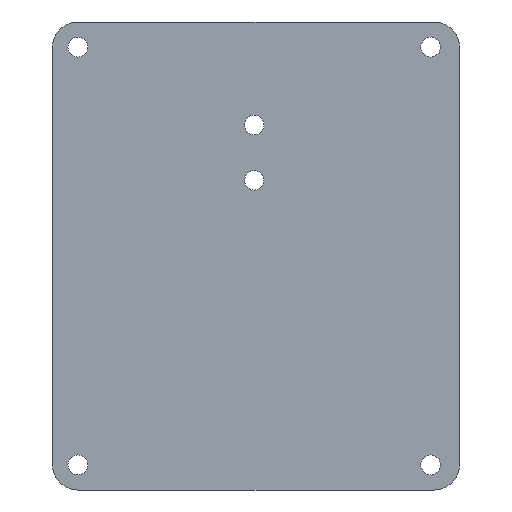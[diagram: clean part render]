
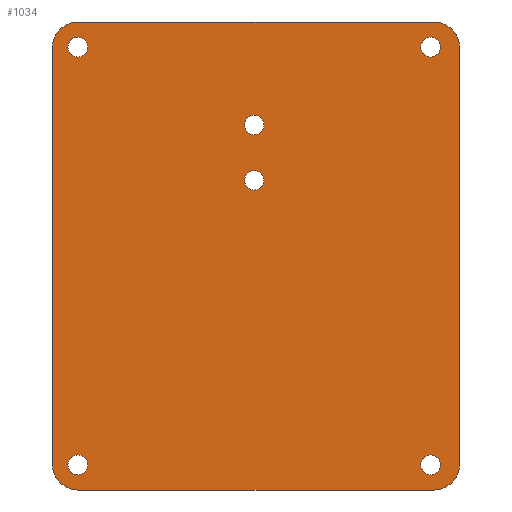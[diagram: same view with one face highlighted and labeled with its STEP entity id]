
A CAD part, front view. The second image highlights one B-rep face of the part: STEP entity #1034.
In plain terms, the highlighted planar face has unit normal (0, -1, 0).
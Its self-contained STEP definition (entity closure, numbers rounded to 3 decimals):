
#28=FACE_BOUND('',#202,.T.);
#29=FACE_BOUND('',#203,.T.);
#30=FACE_BOUND('',#204,.T.);
#31=FACE_BOUND('',#205,.T.);
#32=FACE_BOUND('',#206,.T.);
#33=FACE_BOUND('',#207,.T.);
#78=PLANE('',#1123);
#133=FACE_OUTER_BOUND('',#201,.T.);
#201=EDGE_LOOP('',(#956,#957,#958,#959,#960,#961,#962,#963));
#202=EDGE_LOOP('',(#964));
#203=EDGE_LOOP('',(#965));
#204=EDGE_LOOP('',(#966));
#205=EDGE_LOOP('',(#967));
#206=EDGE_LOOP('',(#968));
#207=EDGE_LOOP('',(#969));
#310=LINE('',#1633,#428);
#315=LINE('',#1647,#433);
#319=LINE('',#1659,#437);
#323=LINE('',#1671,#441);
#428=VECTOR('',#1344,10.);
#433=VECTOR('',#1357,10.);
#437=VECTOR('',#1369,10.);
#441=VECTOR('',#1381,10.);
#445=CIRCLE('',#1051,1.35);
#447=CIRCLE('',#1054,1.35);
#449=CIRCLE('',#1096,1.375);
#451=CIRCLE('',#1099,1.375);
#453=CIRCLE('',#1102,1.375);
#455=CIRCLE('',#1105,1.375);
#456=CIRCLE('',#1108,3.5);
#458=CIRCLE('',#1112,3.5);
#460=CIRCLE('',#1116,3.5);
#462=CIRCLE('',#1120,3.5);
#465=VERTEX_POINT('',#1398);
#467=VERTEX_POINT('',#1404);
#533=VERTEX_POINT('',#1609);
#535=VERTEX_POINT('',#1615);
#537=VERTEX_POINT('',#1621);
#539=VERTEX_POINT('',#1627);
#540=VERTEX_POINT('',#1631);
#541=VERTEX_POINT('',#1632);
#544=VERTEX_POINT('',#1640);
#546=VERTEX_POINT('',#1646);
#548=VERTEX_POINT('',#1652);
#550=VERTEX_POINT('',#1658);
#552=VERTEX_POINT('',#1664);
#554=VERTEX_POINT('',#1670);
#558=EDGE_CURVE('',#465,#465,#445,.T.);
#561=EDGE_CURVE('',#467,#467,#447,.T.);
#660=EDGE_CURVE('',#533,#533,#449,.T.);
#663=EDGE_CURVE('',#535,#535,#451,.T.);
#666=EDGE_CURVE('',#537,#537,#453,.T.);
#669=EDGE_CURVE('',#539,#539,#455,.T.);
#670=EDGE_CURVE('',#540,#541,#310,.T.);
#674=EDGE_CURVE('',#544,#541,#456,.T.);
#677=EDGE_CURVE('',#544,#546,#315,.T.);
#680=EDGE_CURVE('',#548,#546,#458,.T.);
#683=EDGE_CURVE('',#548,#550,#319,.T.);
#686=EDGE_CURVE('',#552,#550,#460,.T.);
#689=EDGE_CURVE('',#552,#554,#323,.T.);
#692=EDGE_CURVE('',#540,#554,#462,.T.);
#956=ORIENTED_EDGE('',*,*,#692,.F.);
#957=ORIENTED_EDGE('',*,*,#670,.T.);
#958=ORIENTED_EDGE('',*,*,#674,.F.);
#959=ORIENTED_EDGE('',*,*,#677,.T.);
#960=ORIENTED_EDGE('',*,*,#680,.F.);
#961=ORIENTED_EDGE('',*,*,#683,.T.);
#962=ORIENTED_EDGE('',*,*,#686,.F.);
#963=ORIENTED_EDGE('',*,*,#689,.T.);
#964=ORIENTED_EDGE('',*,*,#558,.T.);
#965=ORIENTED_EDGE('',*,*,#561,.T.);
#966=ORIENTED_EDGE('',*,*,#660,.T.);
#967=ORIENTED_EDGE('',*,*,#663,.T.);
#968=ORIENTED_EDGE('',*,*,#666,.T.);
#969=ORIENTED_EDGE('',*,*,#669,.T.);
#1034=ADVANCED_FACE('',(#133,#28,#29,#30,#31,#32,#33),#78,.F.);
#1051=AXIS2_PLACEMENT_3D('',#1400,#1131,#1132);
#1054=AXIS2_PLACEMENT_3D('',#1406,#1138,#1139);
#1096=AXIS2_PLACEMENT_3D('',#1611,#1319,#1320);
#1099=AXIS2_PLACEMENT_3D('',#1617,#1326,#1327);
#1102=AXIS2_PLACEMENT_3D('',#1623,#1333,#1334);
#1105=AXIS2_PLACEMENT_3D('',#1629,#1340,#1341);
#1108=AXIS2_PLACEMENT_3D('',#1641,#1350,#1351);
#1112=AXIS2_PLACEMENT_3D('',#1653,#1362,#1363);
#1116=AXIS2_PLACEMENT_3D('',#1665,#1374,#1375);
#1120=AXIS2_PLACEMENT_3D('',#1676,#1386,#1387);
#1123=AXIS2_PLACEMENT_3D('',#1679,#1392,#1393);
#1131=DIRECTION('center_axis',(0.,1.,0.));
#1132=DIRECTION('ref_axis',(0.,0.,1.));
#1138=DIRECTION('center_axis',(0.,1.,0.));
#1139=DIRECTION('ref_axis',(0.,0.,1.));
#1319=DIRECTION('center_axis',(0.,1.,0.));
#1320=DIRECTION('ref_axis',(-1.,0.,0.));
#1326=DIRECTION('center_axis',(0.,1.,0.));
#1327=DIRECTION('ref_axis',(-1.,0.,0.));
#1333=DIRECTION('center_axis',(0.,1.,0.));
#1334=DIRECTION('ref_axis',(-1.,0.,0.));
#1340=DIRECTION('center_axis',(0.,1.,0.));
#1341=DIRECTION('ref_axis',(-1.,0.,0.));
#1344=DIRECTION('',(1.,0.,0.));
#1350=DIRECTION('center_axis',(0.,1.,0.));
#1351=DIRECTION('ref_axis',(1.,0.,0.));
#1357=DIRECTION('',(0.,0.,1.));
#1362=DIRECTION('center_axis',(0.,1.,0.));
#1363=DIRECTION('ref_axis',(0.,0.,1.));
#1369=DIRECTION('',(-1.,0.,0.));
#1374=DIRECTION('center_axis',(0.,1.,0.));
#1375=DIRECTION('ref_axis',(-1.,0.,0.));
#1381=DIRECTION('',(0.,0.,-1.));
#1386=DIRECTION('center_axis',(0.,1.,0.));
#1387=DIRECTION('ref_axis',(0.,0.,-1.));
#1392=DIRECTION('center_axis',(0.,1.,0.));
#1393=DIRECTION('ref_axis',(1.,0.,0.));
#1398=CARTESIAN_POINT('',(-0.25,0.,16.85));
#1400=CARTESIAN_POINT('Origin',(-0.25,0.,18.2));
#1404=CARTESIAN_POINT('',(-0.25,0.,9.15));
#1406=CARTESIAN_POINT('Origin',(-0.25,0.,10.5));
#1609=CARTESIAN_POINT('',(25.625,0.,-29.));
#1611=CARTESIAN_POINT('Origin',(24.25,0.,-29.));
#1615=CARTESIAN_POINT('',(25.625,0.,29.));
#1617=CARTESIAN_POINT('Origin',(24.25,0.,29.));
#1621=CARTESIAN_POINT('',(-23.375,0.,-29.));
#1623=CARTESIAN_POINT('Origin',(-24.75,0.,-29.));
#1627=CARTESIAN_POINT('',(-23.375,0.,29.));
#1629=CARTESIAN_POINT('Origin',(-24.75,0.,29.));
#1631=CARTESIAN_POINT('',(-24.75,0.,-32.5));
#1632=CARTESIAN_POINT('',(24.75,0.,-32.5));
#1633=CARTESIAN_POINT('',(-24.75,0.,-32.5));
#1640=CARTESIAN_POINT('',(28.25,0.,-29.));
#1641=CARTESIAN_POINT('Origin',(24.75,0.,-29.));
#1646=CARTESIAN_POINT('',(28.25,0.,29.));
#1647=CARTESIAN_POINT('',(28.25,0.,-29.));
#1652=CARTESIAN_POINT('',(24.75,0.,32.5));
#1653=CARTESIAN_POINT('Origin',(24.75,0.,29.));
#1658=CARTESIAN_POINT('',(-24.75,0.,32.5));
#1659=CARTESIAN_POINT('',(24.75,0.,32.5));
#1664=CARTESIAN_POINT('',(-28.25,0.,29.));
#1665=CARTESIAN_POINT('Origin',(-24.75,0.,29.));
#1670=CARTESIAN_POINT('',(-28.25,0.,-29.));
#1671=CARTESIAN_POINT('',(-28.25,0.,29.));
#1676=CARTESIAN_POINT('Origin',(-24.75,0.,-29.));
#1679=CARTESIAN_POINT('Origin',(0.,0.,0.));
